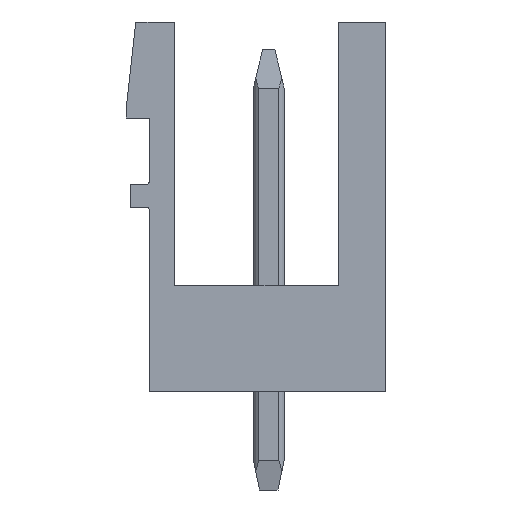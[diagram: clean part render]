
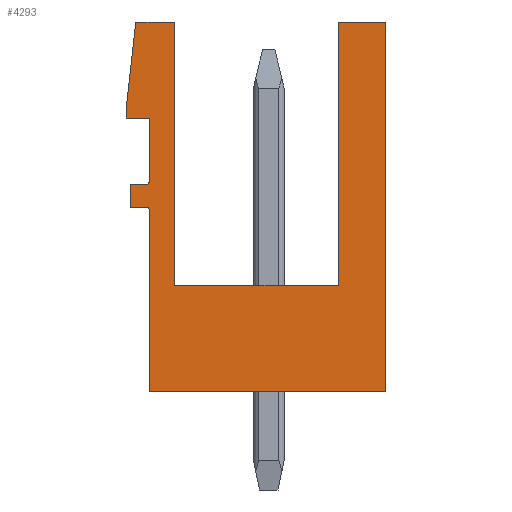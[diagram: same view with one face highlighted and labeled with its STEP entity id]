
A CAD part, left-side view. The second image highlights one B-rep face of the part: STEP entity #4293.
In plain terms, the highlighted planar face has unit normal (-1, 0, 0).
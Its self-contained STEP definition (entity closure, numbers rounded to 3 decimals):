
#2809=AXIS2_PLACEMENT_3D('Circle Axis2P3D',#2807,#2808,$) ;
#2933=AXIS2_PLACEMENT_3D('Circle Axis2P3D',#2931,#2932,$) ;
#4248=AXIS2_PLACEMENT_3D('Plane Axis2P3D',#4245,#4246,#4247) ;
#49=CARTESIAN_POINT('Vertex',(0.,0.,15.2)) ;
#52=CARTESIAN_POINT('Line Origine',(0.,0.,9.2)) ;
#56=CARTESIAN_POINT('Vertex',(0.,0.,3.2)) ;
#89=CARTESIAN_POINT('Vertex',(0.,8.12,15.2)) ;
#92=CARTESIAN_POINT('Line Origine',(0.,7.49,15.2)) ;
#96=CARTESIAN_POINT('Vertex',(0.,6.86,15.2)) ;
#1471=CARTESIAN_POINT('Line Origine',(0.,0.77,15.2)) ;
#1475=CARTESIAN_POINT('Vertex',(0.,1.54,15.2)) ;
#1963=CARTESIAN_POINT('Vertex',(0.,8.43,12.08)) ;
#1966=CARTESIAN_POINT('Line Origine',(0.,8.43,12.24)) ;
#1970=CARTESIAN_POINT('Vertex',(0.,8.43,12.4)) ;
#2267=CARTESIAN_POINT('Vertex',(0.,7.68,12.08)) ;
#2270=CARTESIAN_POINT('Line Origine',(0.,8.055,12.08)) ;
#2678=CARTESIAN_POINT('Vertex',(0.,7.68,10.03)) ;
#2681=CARTESIAN_POINT('Line Origine',(0.,7.68,11.055)) ;
#2804=CARTESIAN_POINT('Vertex',(0.,7.78,9.93)) ;
#2807=CARTESIAN_POINT('Axis2P3D Location',(0.,7.78,10.03)) ;
#2835=CARTESIAN_POINT('Vertex',(0.,8.3,9.93)) ;
#2838=CARTESIAN_POINT('Line Origine',(0.,8.04,9.93)) ;
#2866=CARTESIAN_POINT('Vertex',(0.,8.3,9.18)) ;
#2869=CARTESIAN_POINT('Line Origine',(0.,8.3,9.555)) ;
#2897=CARTESIAN_POINT('Vertex',(0.,7.78,9.18)) ;
#2900=CARTESIAN_POINT('Line Origine',(0.,8.04,9.18)) ;
#2928=CARTESIAN_POINT('Vertex',(0.,7.68,9.08)) ;
#2931=CARTESIAN_POINT('Axis2P3D Location',(0.,7.78,9.08)) ;
#2954=CARTESIAN_POINT('Vertex',(0.,7.68,3.2)) ;
#2957=CARTESIAN_POINT('Line Origine',(0.,7.68,6.14)) ;
#2979=CARTESIAN_POINT('Line Origine',(0.,3.84,3.2)) ;
#4245=CARTESIAN_POINT('Axis2P3D Location',(0.,0.,0.)) ;
#4250=CARTESIAN_POINT('Line Origine',(0.,8.275,13.8)) ;
#4255=CARTESIAN_POINT('Line Origine',(0.,1.54,10.925)) ;
#4259=CARTESIAN_POINT('Vertex',(0.,1.54,6.65)) ;
#4262=CARTESIAN_POINT('Line Origine',(0.,4.2,6.65)) ;
#4266=CARTESIAN_POINT('Vertex',(0.,6.86,6.65)) ;
#4269=CARTESIAN_POINT('Line Origine',(0.,6.86,10.925)) ;
#53=DIRECTION('Vector Direction',(0.,0.,1.)) ;
#93=DIRECTION('Vector Direction',(0.,-1.,0.)) ;
#1472=DIRECTION('Vector Direction',(0.,-1.,0.)) ;
#1967=DIRECTION('Vector Direction',(0.,0.,1.)) ;
#2271=DIRECTION('Vector Direction',(0.,1.,0.)) ;
#2682=DIRECTION('Vector Direction',(0.,0.,1.)) ;
#2808=DIRECTION('Axis2P3D Direction',(-1.,0.,0.)) ;
#2839=DIRECTION('Vector Direction',(0.,-1.,0.)) ;
#2870=DIRECTION('Vector Direction',(0.,0.,1.)) ;
#2901=DIRECTION('Vector Direction',(0.,1.,0.)) ;
#2932=DIRECTION('Axis2P3D Direction',(-1.,0.,0.)) ;
#2958=DIRECTION('Vector Direction',(0.,0.,-1.)) ;
#2980=DIRECTION('Vector Direction',(0.,1.,0.)) ;
#4246=DIRECTION('Axis2P3D Direction',(-1.,0.,0.)) ;
#4247=DIRECTION('Axis2P3D XDirection',(0.,0.,1.)) ;
#4251=DIRECTION('Vector Direction',(0.,-0.11,0.994)) ;
#4256=DIRECTION('Vector Direction',(0.,0.,-1.)) ;
#4263=DIRECTION('Vector Direction',(0.,-1.,0.)) ;
#4270=DIRECTION('Vector Direction',(0.,0.,-1.)) ;
#54=VECTOR('Line Direction',#53,1.) ;
#94=VECTOR('Line Direction',#93,1.) ;
#1473=VECTOR('Line Direction',#1472,1.) ;
#1968=VECTOR('Line Direction',#1967,1.) ;
#2272=VECTOR('Line Direction',#2271,1.) ;
#2683=VECTOR('Line Direction',#2682,1.) ;
#2840=VECTOR('Line Direction',#2839,1.) ;
#2871=VECTOR('Line Direction',#2870,1.) ;
#2902=VECTOR('Line Direction',#2901,1.) ;
#2959=VECTOR('Line Direction',#2958,1.) ;
#2981=VECTOR('Line Direction',#2980,1.) ;
#4252=VECTOR('Line Direction',#4251,1.) ;
#4257=VECTOR('Line Direction',#4256,1.) ;
#4264=VECTOR('Line Direction',#4263,1.) ;
#4271=VECTOR('Line Direction',#4270,1.) ;
#4275=ORIENTED_EDGE('',*,*,#98,.T.) ;
#4276=ORIENTED_EDGE('',*,*,#4254,.F.) ;
#4277=ORIENTED_EDGE('',*,*,#1972,.T.) ;
#4278=ORIENTED_EDGE('',*,*,#2274,.T.) ;
#4279=ORIENTED_EDGE('',*,*,#2685,.T.) ;
#4280=ORIENTED_EDGE('',*,*,#2811,.T.) ;
#4281=ORIENTED_EDGE('',*,*,#2842,.T.) ;
#4282=ORIENTED_EDGE('',*,*,#2873,.T.) ;
#4283=ORIENTED_EDGE('',*,*,#2904,.T.) ;
#4284=ORIENTED_EDGE('',*,*,#2935,.T.) ;
#4285=ORIENTED_EDGE('',*,*,#2961,.T.) ;
#4286=ORIENTED_EDGE('',*,*,#2983,.T.) ;
#4287=ORIENTED_EDGE('',*,*,#58,.T.) ;
#4288=ORIENTED_EDGE('',*,*,#1477,.T.) ;
#4289=ORIENTED_EDGE('',*,*,#4261,.T.) ;
#4290=ORIENTED_EDGE('',*,*,#4268,.F.) ;
#4291=ORIENTED_EDGE('',*,*,#4273,.F.) ;
#4293=ADVANCED_FACE('HOUSING',(#4292),#4249,.T.) ;
#2810=CIRCLE('generated circle',#2809,0.1) ;
#2934=CIRCLE('generated circle',#2933,0.1) ;
#58=EDGE_CURVE('',#57,#50,#55,.T.) ;
#98=EDGE_CURVE('',#97,#90,#95,.F.) ;
#1477=EDGE_CURVE('',#50,#1476,#1474,.F.) ;
#1972=EDGE_CURVE('',#1971,#1964,#1969,.F.) ;
#2274=EDGE_CURVE('',#1964,#2268,#2273,.F.) ;
#2685=EDGE_CURVE('',#2268,#2679,#2684,.F.) ;
#2811=EDGE_CURVE('',#2679,#2805,#2810,.F.) ;
#2842=EDGE_CURVE('',#2805,#2836,#2841,.F.) ;
#2873=EDGE_CURVE('',#2836,#2867,#2872,.F.) ;
#2904=EDGE_CURVE('',#2867,#2898,#2903,.F.) ;
#2935=EDGE_CURVE('',#2898,#2929,#2934,.F.) ;
#2961=EDGE_CURVE('',#2929,#2955,#2960,.T.) ;
#2983=EDGE_CURVE('',#2955,#57,#2982,.F.) ;
#4254=EDGE_CURVE('',#1971,#90,#4253,.T.) ;
#4261=EDGE_CURVE('',#1476,#4260,#4258,.T.) ;
#4268=EDGE_CURVE('',#4267,#4260,#4265,.T.) ;
#4273=EDGE_CURVE('',#97,#4267,#4272,.T.) ;
#4274=EDGE_LOOP('',(#4275,#4276,#4277,#4278,#4279,#4280,#4281,#4282,#4283,#4284,#4285,#4286,#4287,#4288,#4289,#4290,#4291)) ;
#4292=FACE_OUTER_BOUND('',#4274,.T.) ;
#55=LINE('Line',#52,#54) ;
#95=LINE('Line',#92,#94) ;
#1474=LINE('Line',#1471,#1473) ;
#1969=LINE('Line',#1966,#1968) ;
#2273=LINE('Line',#2270,#2272) ;
#2684=LINE('Line',#2681,#2683) ;
#2841=LINE('Line',#2838,#2840) ;
#2872=LINE('Line',#2869,#2871) ;
#2903=LINE('Line',#2900,#2902) ;
#2960=LINE('Line',#2957,#2959) ;
#2982=LINE('Line',#2979,#2981) ;
#4253=LINE('Line',#4250,#4252) ;
#4258=LINE('Line',#4255,#4257) ;
#4265=LINE('Line',#4262,#4264) ;
#4272=LINE('Line',#4269,#4271) ;
#4249=PLANE('',#4248) ;
#50=VERTEX_POINT('',#49) ;
#57=VERTEX_POINT('',#56) ;
#90=VERTEX_POINT('',#89) ;
#97=VERTEX_POINT('',#96) ;
#1476=VERTEX_POINT('',#1475) ;
#1964=VERTEX_POINT('',#1963) ;
#1971=VERTEX_POINT('',#1970) ;
#2268=VERTEX_POINT('',#2267) ;
#2679=VERTEX_POINT('',#2678) ;
#2805=VERTEX_POINT('',#2804) ;
#2836=VERTEX_POINT('',#2835) ;
#2867=VERTEX_POINT('',#2866) ;
#2898=VERTEX_POINT('',#2897) ;
#2929=VERTEX_POINT('',#2928) ;
#2955=VERTEX_POINT('',#2954) ;
#4260=VERTEX_POINT('',#4259) ;
#4267=VERTEX_POINT('',#4266) ;
